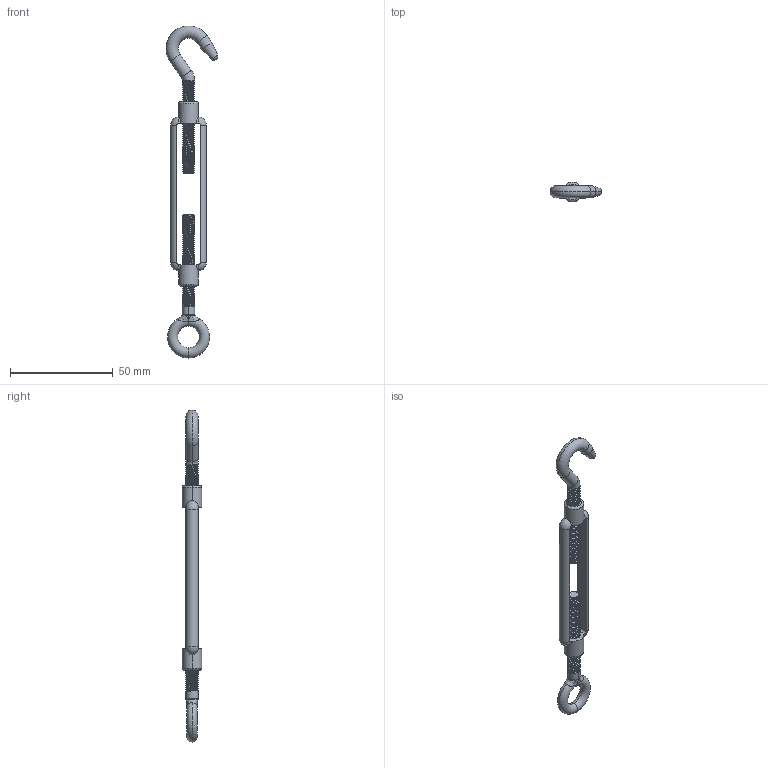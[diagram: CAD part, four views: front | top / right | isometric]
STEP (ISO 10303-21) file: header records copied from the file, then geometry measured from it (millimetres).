
FILE_DESCRIPTION (( 'STEP AP214' ), '1' );
FILE_NAME ('A14_7500-010 Pre render.STEP', '2022-12-05T11:20:31', ( '' ), ( '' ), 'SwSTEP 2.0', 'SolidWorks 2019', '' );
FILE_SCHEMA (( 'AUTOMOTIVE_DESIGN' ));
Length unit declared in the file: millimetre
Products named in the file (4): A14_7500-010 Pre render; A14_7500-010.P1; A14_7500-010.P2; A14_7500-010.P3
Assembly tree (3 placements, depth 2):
  A14_7500-010 Pre render
    A14_7500-010.P1
    A14_7500-010.P2
    A14_7500-010.P3
Bounding box: 25.3 x 9.5 x 161.8 mm (x, y, z)
Volume: 7689.8 mm3; surface area: 7664.2 mm2
Topology: 3 solids, 3 shells, 272 faces, 755 edges, 477 vertices
Faces by surface type: cylinder 207, torus 21, bspline 20, plane 13, cone 11
Entity records: 25005 total; most frequent: CARTESIAN_POINT 17107, ORIENTED_EDGE 1494, DIRECTION 953, EDGE_CURVE 747, VERTEX_POINT 477, AXIS2_PLACEMENT_3D 359, EDGE_LOOP 276, FACE_OUTER_BOUND 272
